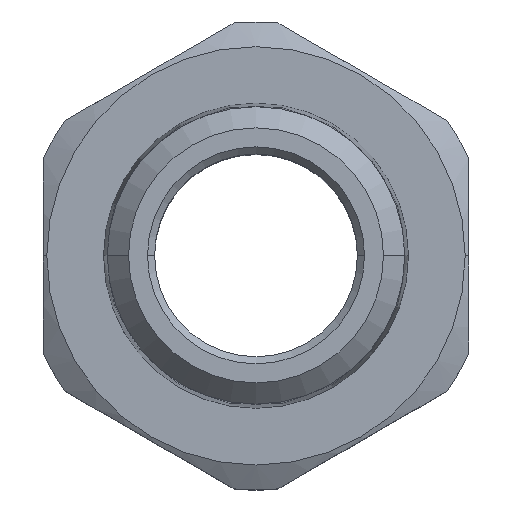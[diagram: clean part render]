
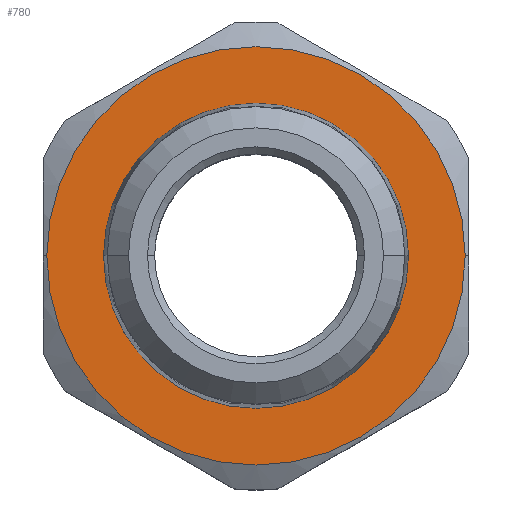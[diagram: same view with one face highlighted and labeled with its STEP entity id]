
A CAD part, top view. The second image highlights one B-rep face of the part: STEP entity #780.
In plain terms, the highlighted planar face has unit normal (0, 0, 1).
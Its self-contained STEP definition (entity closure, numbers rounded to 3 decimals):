
#18 = CARTESIAN_POINT ( 'NONE',  ( 0., 0., 19.7 ) ) ;
#75 = CARTESIAN_POINT ( 'NONE',  ( -10.75, 0., 19.7 ) ) ;
#88 = AXIS2_PLACEMENT_3D ( 'NONE', #726, #835, #199 ) ;
#91 = PLANE ( 'NONE',  #88 ) ;
#103 = CIRCLE ( 'NONE', #1110, 10.75 ) ;
#114 = AXIS2_PLACEMENT_3D ( 'NONE', #995, #347, #1102 ) ;
#129 = DIRECTION ( 'NONE',  ( -1., 0., 0. ) ) ;
#199 = DIRECTION ( 'NONE',  ( -1., 0., 0. ) ) ;
#226 = DIRECTION ( 'NONE',  ( 0., 0., -1. ) ) ;
#266 = FACE_OUTER_BOUND ( 'NONE', #611, .T. ) ;
#347 = DIRECTION ( 'NONE',  ( 0., 0., -1. ) ) ;
#391 = ORIENTED_EDGE ( 'NONE', *, *, #934, .T. ) ;
#433 = ORIENTED_EDGE ( 'NONE', *, *, #1046, .T. ) ;
#487 = ORIENTED_EDGE ( 'NONE', *, *, #1153, .F. ) ;
#490 = CARTESIAN_POINT ( 'NONE',  ( 0., 0., 19.7 ) ) ;
#590 = CIRCLE ( 'NONE', #945, 14.75 ) ;
#593 = DIRECTION ( 'NONE',  ( -1., 0., 0. ) ) ;
#598 = CIRCLE ( 'NONE', #609, 10.75 ) ;
#609 = AXIS2_PLACEMENT_3D ( 'NONE', #18, #766, #129 ) ;
#611 = EDGE_LOOP ( 'NONE', ( #487, #880 ) ) ;
#640 = CARTESIAN_POINT ( 'NONE',  ( -14.75, 0., 19.7 ) ) ;
#678 = EDGE_CURVE ( 'NONE', #978, #875, #590, .T. ) ;
#693 = VERTEX_POINT ( 'NONE', #75 ) ;
#696 = CARTESIAN_POINT ( 'NONE',  ( 10.75, 0., 19.7 ) ) ;
#726 = CARTESIAN_POINT ( 'NONE',  ( 0., 10.75, 19.7 ) ) ;
#766 = DIRECTION ( 'NONE',  ( 0., 0., -1. ) ) ;
#780 = ADVANCED_FACE ( 'NONE', ( #266, #811 ), #91, .F. ) ;
#811 = FACE_BOUND ( 'NONE', #1282, .T. ) ;
#835 = DIRECTION ( 'NONE',  ( 0., 0., -1. ) ) ;
#865 = CARTESIAN_POINT ( 'NONE',  ( 0., 0., 19.7 ) ) ;
#875 = VERTEX_POINT ( 'NONE', #640 ) ;
#880 = ORIENTED_EDGE ( 'NONE', *, *, #678, .F. ) ;
#934 = EDGE_CURVE ( 'NONE', #1329, #693, #103, .T. ) ;
#945 = AXIS2_PLACEMENT_3D ( 'NONE', #490, #1244, #593 ) ;
#971 = DIRECTION ( 'NONE',  ( -1., 0., 0. ) ) ;
#978 = VERTEX_POINT ( 'NONE', #1306 ) ;
#995 = CARTESIAN_POINT ( 'NONE',  ( 0., 0., 19.7 ) ) ;
#1046 = EDGE_CURVE ( 'NONE', #693, #1329, #598, .T. ) ;
#1102 = DIRECTION ( 'NONE',  ( -1., 0., 0. ) ) ;
#1110 = AXIS2_PLACEMENT_3D ( 'NONE', #865, #226, #971 ) ;
#1153 = EDGE_CURVE ( 'NONE', #875, #978, #1355, .T. ) ;
#1244 = DIRECTION ( 'NONE',  ( 0., 0., -1. ) ) ;
#1282 = EDGE_LOOP ( 'NONE', ( #433, #391 ) ) ;
#1306 = CARTESIAN_POINT ( 'NONE',  ( 14.75, 0., 19.7 ) ) ;
#1329 = VERTEX_POINT ( 'NONE', #696 ) ;
#1355 = CIRCLE ( 'NONE', #114, 14.75 ) ;
